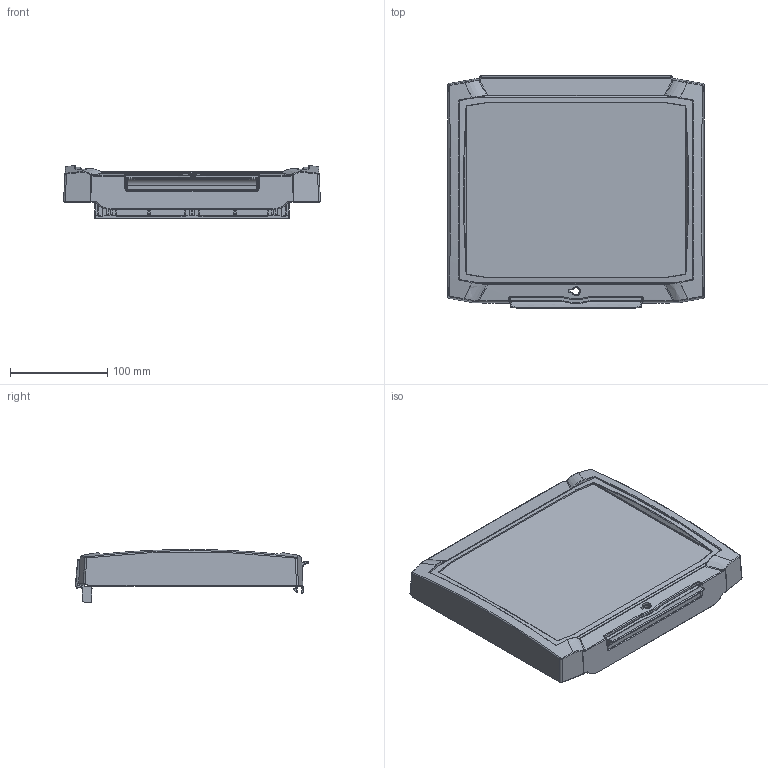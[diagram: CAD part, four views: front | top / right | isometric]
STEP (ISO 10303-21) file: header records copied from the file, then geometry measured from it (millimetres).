
FILE_DESCRIPTION(/* description */ (''),/* implementation_level */ '2;1');
FILE_NAME(/* name */ '2604129_3D.stp',/* time_stamp */ '2018-07-09T10:48:08+02:00',/* author */ ('haertel'),/* organization */ (''),/* preprocessor_version */ 'ST-DEVELOPER v16.13',/* originating_system */ 'Autodesk Inventor 2018',/* authorisation */ '');
FILE_SCHEMA (('AUTOMOTIVE_DESIGN { 1 0 10303 214 3 1 1 }'));
Products named in the file (5): 2604129_3D; 1011387_3D; 1009413_3Dsym; 1008979_3D; 1008983_3D
Assembly tree (4 placements, depth 2):
  2604129_3D
    1011387_3D
    1009413_3Dsym
    1008979_3D
    1008983_3D
Bounding box: 264 x 239.48 x 54.37 mm (x, y, z)
Volume: 372467.6 mm3; surface area: 298172.9 mm2
Topology: 4 solids, 4 shells, 1737 faces, 4659 edges, 2904 vertices
Faces by surface type: plane 866, cylinder 435, bspline 289, sphere 92, cone 41, torus 14
Full cylindrical faces by diameter (mm): 2 x2, 2.15 x8
Entity records: 83363 total; most frequent: CARTESIAN_POINT 40777, ORIENTED_EDGE 9154, DIRECTION 8533, EDGE_CURVE 4577, AXIS2_PLACEMENT_3D 2909, VERTEX_POINT 2896, LINE 2715, VECTOR 2715
